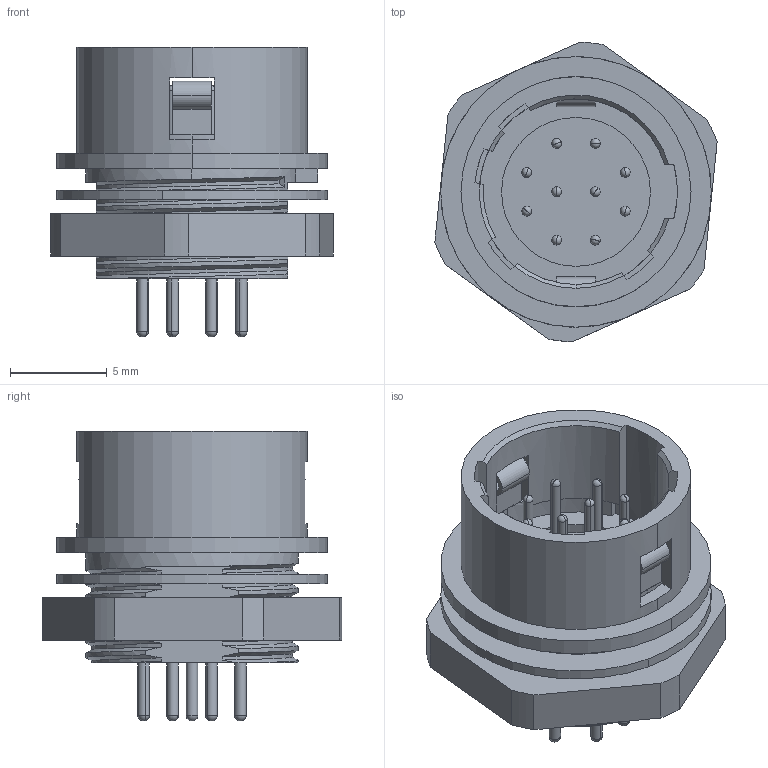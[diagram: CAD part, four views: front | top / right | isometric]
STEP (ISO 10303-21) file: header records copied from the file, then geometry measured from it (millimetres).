
FILE_DESCRIPTION (( 'STEP AP203' ), '1' );
FILE_NAME ('FAPFAS02-10P101D000.STEP', '2025-11-18T02:11:25', ( '' ), ( '' ), 'SwSTEP 2.0', 'SolidWorks 2021', '' );
FILE_SCHEMA (( 'CONFIG_CONTROL_DESIGN' ));
Length unit declared in the file: millimetre
Products named in the file (1): FAPFAS02-10P101D000
Bounding box: 14.61 x 15.5 x 15 mm (x, y, z)
Volume: 980.9 mm3; surface area: 1510.1 mm2
Topology: 1 solids, 1 shells, 267 faces, 692 edges, 443 vertices
Faces by surface type: cylinder 100, plane 91, torus 40, bspline 30, cone 6
Entity records: 16671 total; most frequent: CARTESIAN_POINT 10178, ORIENTED_EDGE 1384, DIRECTION 1344, EDGE_CURVE 692, AXIS2_PLACEMENT_3D 540, VERTEX_POINT 443, CIRCLE 302, EDGE_LOOP 299
